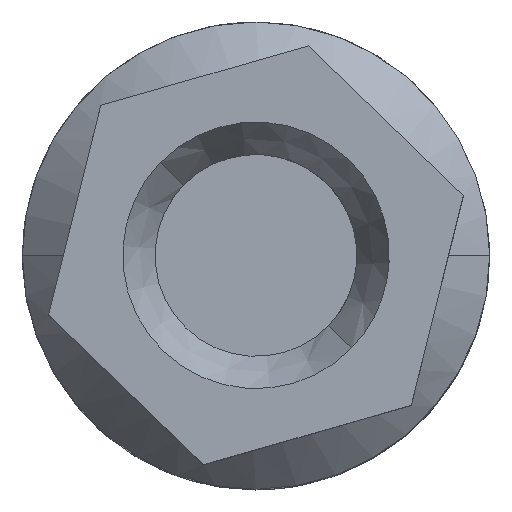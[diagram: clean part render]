
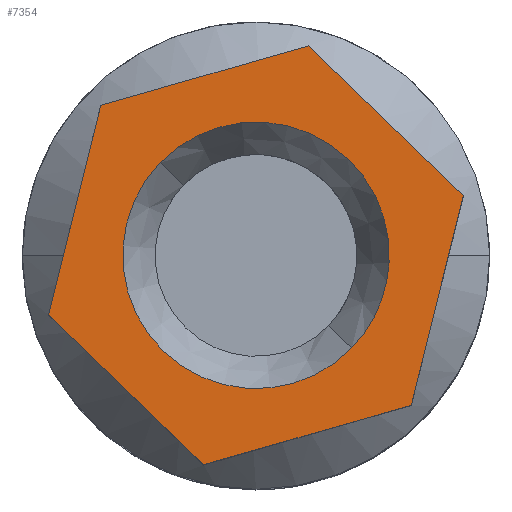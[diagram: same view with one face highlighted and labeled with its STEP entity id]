
A CAD part, top view. The second image highlights one B-rep face of the part: STEP entity #7354.
In plain terms, the highlighted planar face has unit normal (0, 0, 1).
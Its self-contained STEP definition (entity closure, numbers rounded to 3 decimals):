
#132=DIRECTION('',(0.961,0.276,0.));
#133=VECTOR('',#132,5.774);
#134=CARTESIAN_POINT('',(-4.178,3.855,42.544));
#135=LINE('',#134,#133);
#170=DIRECTION('',(-0.961,-0.276,0.));
#171=VECTOR('',#170,5.774);
#172=CARTESIAN_POINT('',(4.129,-4.167,42.544));
#173=LINE('',#172,#171);
#184=DIRECTION('',(-0.719,0.695,0.));
#185=VECTOR('',#184,5.774);
#186=CARTESIAN_POINT('',(5.525,1.435,42.544));
#187=LINE('',#186,#185);
#191=DIRECTION('',(0.242,0.97,0.));
#192=VECTOR('',#191,5.774);
#193=CARTESIAN_POINT('',(4.129,-4.167,42.544));
#194=LINE('',#193,#192);
#198=DIRECTION('',(0.719,-0.695,0.));
#199=VECTOR('',#198,5.774);
#200=CARTESIAN_POINT('',(-5.574,-1.747,42.544));
#201=LINE('',#200,#199);
#205=DIRECTION('',(-0.242,-0.97,0.));
#206=VECTOR('',#205,5.774);
#207=CARTESIAN_POINT('',(-4.178,3.855,42.544));
#208=LINE('',#207,#206);
#212=CARTESIAN_POINT('',(-0.024,-0.156,42.544));
#213=DIRECTION('',(0.,0.,-1.));
#214=DIRECTION('',(0.998,-0.057,0.));
#215=AXIS2_PLACEMENT_3D('',#212,#213,#214);
#220=CARTESIAN_POINT('',(-0.024,-0.156,42.544));
#221=DIRECTION('',(0.,0.,-1.));
#222=DIRECTION('',(-0.719,0.695,0.));
#223=AXIS2_PLACEMENT_3D('',#220,#221,#222);
#228=CARTESIAN_POINT('',(-0.024,-0.156,42.544));
#229=DIRECTION('',(0.,0.,-1.));
#230=DIRECTION('',(0.719,-0.695,0.));
#231=AXIS2_PLACEMENT_3D('',#228,#229,#230);
#6285=CARTESIAN_POINT('',(5.525,1.435,42.544));
#6286=CARTESIAN_POINT('',(1.372,5.446,42.544));
#6287=VERTEX_POINT('',#6285);
#6288=VERTEX_POINT('',#6286);
#6312=CARTESIAN_POINT('',(-4.178,3.855,42.544));
#6313=VERTEX_POINT('',#6312);
#6336=CARTESIAN_POINT('',(-5.574,-1.747,42.544));
#6337=VERTEX_POINT('',#6336);
#6338=CARTESIAN_POINT('',(4.129,-4.167,42.544));
#6339=CARTESIAN_POINT('',(-1.421,-5.758,42.544));
#6340=VERTEX_POINT('',#6338);
#6341=VERTEX_POINT('',#6339);
#6346=CARTESIAN_POINT('',(-2.59,2.321,42.544));
#6347=CARTESIAN_POINT('',(3.536,-0.358,42.544));
#6348=VERTEX_POINT('',#6346);
#6349=VERTEX_POINT('',#6347);
#6350=CARTESIAN_POINT('',(2.541,-2.633,42.544));
#6351=VERTEX_POINT('',#6350);
#7333=CARTESIAN_POINT('',(4.07,-4.475,42.544));
#7334=DIRECTION('',(0.,0.,1.));
#7335=DIRECTION('',(0.961,0.276,0.));
#7336=AXIS2_PLACEMENT_3D('',#7333,#7334,#7335);
#7337=PLANE('',#7336);
#7338=ORIENTED_EDGE('',*,*,#7275,.F.);
#7339=ORIENTED_EDGE('',*,*,#7297,.F.);
#7340=ORIENTED_EDGE('',*,*,#7319,.T.);
#7341=ORIENTED_EDGE('',*,*,#7208,.F.);
#7342=ORIENTED_EDGE('',*,*,#7230,.F.);
#7343=ORIENTED_EDGE('',*,*,#7253,.T.);
#7344=EDGE_LOOP('',(#7338,#7339,#7340,#7341,#7342,#7343));
#7345=FACE_OUTER_BOUND('',#7344,.F.);
#7347=ORIENTED_EDGE('',*,*,#7346,.F.);
#7349=ORIENTED_EDGE('',*,*,#7348,.F.);
#7351=ORIENTED_EDGE('',*,*,#7350,.F.);
#7352=EDGE_LOOP('',(#7347,#7349,#7351));
#7353=FACE_BOUND('',#7352,.F.);
#7354=ADVANCED_FACE('',(#7345,#7353),#7337,.T.);
#216=CIRCLE('',#215,3.566);
#224=CIRCLE('',#223,3.566);
#232=CIRCLE('',#231,3.566);
#7208=EDGE_CURVE('',#6337,#6341,#201,.T.);
#7230=EDGE_CURVE('',#6313,#6337,#208,.T.);
#7253=EDGE_CURVE('',#6313,#6288,#135,.T.);
#7275=EDGE_CURVE('',#6287,#6288,#187,.T.);
#7297=EDGE_CURVE('',#6340,#6287,#194,.T.);
#7319=EDGE_CURVE('',#6340,#6341,#173,.T.);
#7346=EDGE_CURVE('',#6349,#6351,#216,.T.);
#7348=EDGE_CURVE('',#6348,#6349,#224,.T.);
#7350=EDGE_CURVE('',#6351,#6348,#232,.T.);
